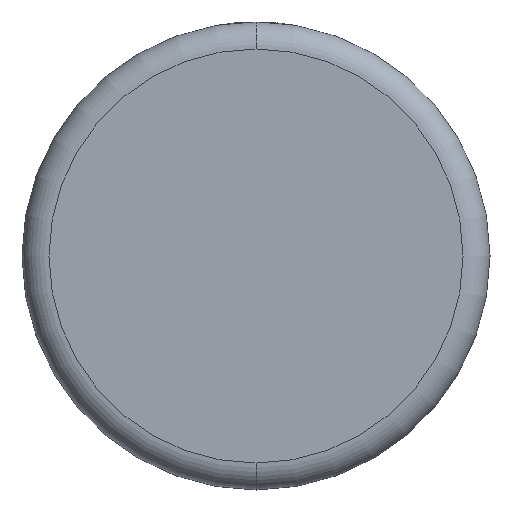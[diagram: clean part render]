
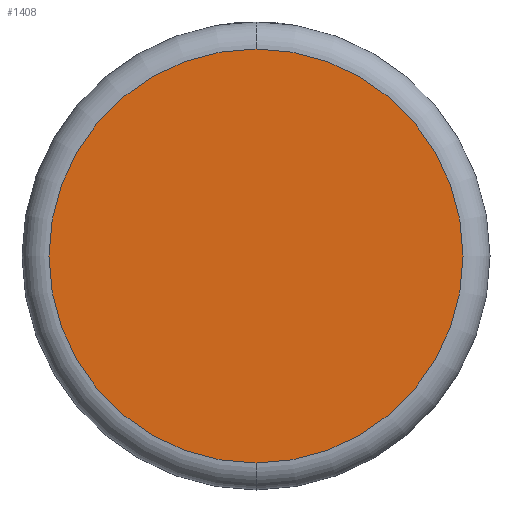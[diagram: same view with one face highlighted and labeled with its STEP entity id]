
A CAD part, front view. The second image highlights one B-rep face of the part: STEP entity #1408.
In plain terms, the highlighted planar face has unit normal (0, -1, 0).
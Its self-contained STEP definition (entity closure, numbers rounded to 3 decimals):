
#444 = CARTESIAN_POINT ( 'NONE',  ( 0., 0., 13.714 ) ) ;
#454 = CARTESIAN_POINT ( 'NONE',  ( 0., 0., 0. ) ) ;
#478 = CARTESIAN_POINT ( 'NONE',  ( 0., 0., -13.714 ) ) ;
#493 = DIRECTION ( 'NONE',  ( 0., 0., 1. ) ) ;
#839 = DIRECTION ( 'NONE',  ( 0., -1., 0. ) ) ;
#1022 = FACE_OUTER_BOUND ( 'NONE', #3164, .T. ) ;
#1100 = EDGE_CURVE ( 'NONE', #3028, #3924, #1119, .T. ) ;
#1119 = CIRCLE ( 'NONE', #2666, 13.714 ) ;
#1211 = CIRCLE ( 'NONE', #1213, 13.714 ) ;
#1213 = AXIS2_PLACEMENT_3D ( 'NONE', #454, #1709, #493 ) ;
#1408 = ADVANCED_FACE ( 'NONE', ( #1022 ), #3825, .F. ) ;
#1453 = CARTESIAN_POINT ( 'NONE',  ( 0., 0., 0. ) ) ;
#1597 = EDGE_CURVE ( 'NONE', #3924, #3028, #1211, .T. ) ;
#1619 = DIRECTION ( 'NONE',  ( 0., 1., 0. ) ) ;
#1709 = DIRECTION ( 'NONE',  ( 0., -1., 0. ) ) ;
#1882 = DIRECTION ( 'NONE',  ( 0., 0., 1. ) ) ;
#2457 = DIRECTION ( 'NONE',  ( 0., 0., 1. ) ) ;
#2666 = AXIS2_PLACEMENT_3D ( 'NONE', #1453, #839, #2457 ) ;
#2995 = ORIENTED_EDGE ( 'NONE', *, *, #1100, .T. ) ;
#3028 = VERTEX_POINT ( 'NONE', #444 ) ;
#3164 = EDGE_LOOP ( 'NONE', ( #2995, #3451 ) ) ;
#3451 = ORIENTED_EDGE ( 'NONE', *, *, #1597, .T. ) ;
#3576 = AXIS2_PLACEMENT_3D ( 'NONE', #3801, #1619, #1882 ) ;
#3801 = CARTESIAN_POINT ( 'NONE',  ( 0., 0., 0. ) ) ;
#3825 = PLANE ( 'NONE',  #3576 ) ;
#3924 = VERTEX_POINT ( 'NONE', #478 ) ;
